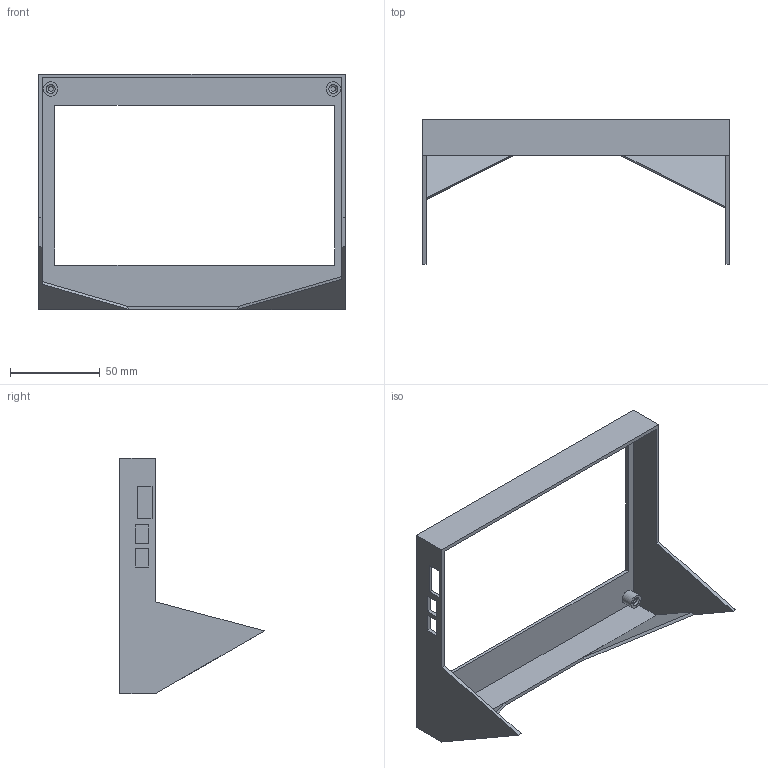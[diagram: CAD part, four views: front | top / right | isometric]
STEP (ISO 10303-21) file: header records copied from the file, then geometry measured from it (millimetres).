
FILE_DESCRIPTION(/* description */ (''),/* implementation_level */ '2;1');
FILE_NAME(/* name */ 'Display front V3.step',/* time_stamp */ '2020-12-22T02:32:40+01:00',/* author */ (''),/* organization */ (''),/* preprocessor_version */ 'ST-DEVELOPER v18.1',/* originating_system */ 'Autodesk Translation Framework v9.7.1.1290',/* authorisation */ '');
FILE_SCHEMA (('AUTOMOTIVE_DESIGN { 1 0 10303 214 3 1 1 }'));
Length unit declared in the file: millimetre
Products named in the file (2): BILDSCHIRMfront V3; Komponente1
Assembly tree (1 placements, depth 2):
  BILDSCHIRMfront V3
    Komponente1
Bounding box: 171.2 x 80.62 x 131.2 mm (x, y, z)
Volume: 48254.4 mm3; surface area: 51086 mm2
Topology: 1 solids, 1 shells, 56 faces, 136 edges, 90 vertices
Faces by surface type: plane 44, cylinder 8, torus 4
Full cylindrical faces by diameter (mm): 2.9 x4, 8 x4
Entity records: 1701 total; most frequent: CARTESIAN_POINT 285, DIRECTION 282, ORIENTED_EDGE 272, EDGE_CURVE 136, LINE 108, VECTOR 108, VERTEX_POINT 90, AXIS2_PLACEMENT_3D 87
